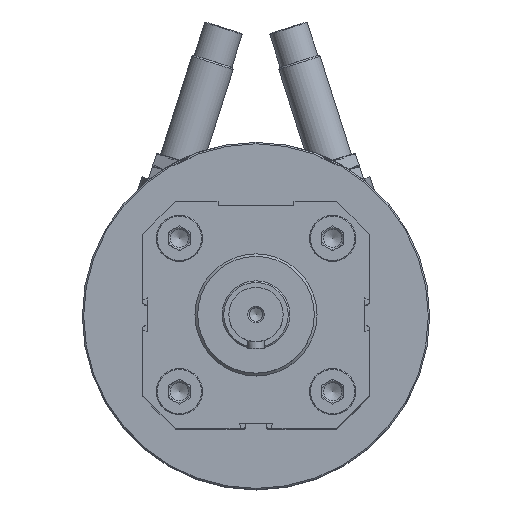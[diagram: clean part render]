
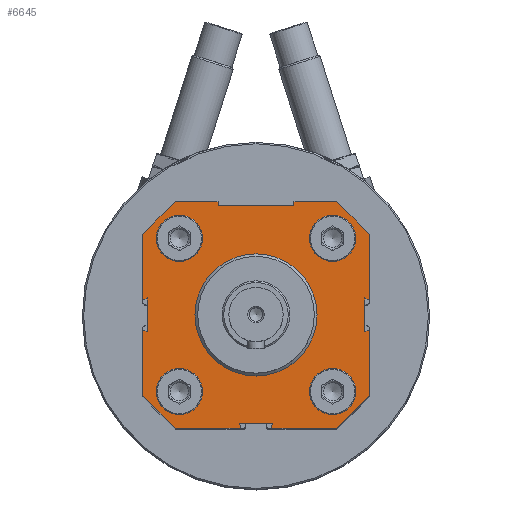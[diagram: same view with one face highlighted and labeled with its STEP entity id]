
A CAD part, top view. The second image highlights one B-rep face of the part: STEP entity #6645.
In plain terms, the highlighted face is planar.
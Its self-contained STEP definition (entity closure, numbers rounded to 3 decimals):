
#346=LINE('',#10181,#879);
#347=LINE('',#10184,#880);
#348=LINE('',#10186,#881);
#349=LINE('',#10188,#882);
#350=LINE('',#10190,#883);
#351=LINE('',#10192,#884);
#352=LINE('',#10194,#885);
#353=LINE('',#10196,#886);
#354=LINE('',#10198,#887);
#355=LINE('',#10200,#888);
#356=LINE('',#10202,#889);
#357=LINE('',#10204,#890);
#358=LINE('',#10206,#891);
#359=LINE('',#10208,#892);
#360=LINE('',#10210,#893);
#361=LINE('',#10212,#894);
#362=LINE('',#10214,#895);
#363=LINE('',#10216,#896);
#364=LINE('',#10218,#897);
#365=LINE('',#10220,#898);
#366=LINE('',#10222,#899);
#367=LINE('',#10224,#900);
#368=LINE('',#10226,#901);
#369=LINE('',#10228,#902);
#879=VECTOR('',#8020,1000.);
#880=VECTOR('',#8021,1000.);
#881=VECTOR('',#8022,1000.);
#882=VECTOR('',#8023,1000.);
#883=VECTOR('',#8024,1000.);
#884=VECTOR('',#8025,1000.);
#885=VECTOR('',#8026,1000.);
#886=VECTOR('',#8027,1000.);
#887=VECTOR('',#8028,1000.);
#888=VECTOR('',#8029,1000.);
#889=VECTOR('',#8030,1000.);
#890=VECTOR('',#8031,1000.);
#891=VECTOR('',#8032,1000.);
#892=VECTOR('',#8033,1000.);
#893=VECTOR('',#8034,1000.);
#894=VECTOR('',#8035,1000.);
#895=VECTOR('',#8036,1000.);
#896=VECTOR('',#8037,1000.);
#897=VECTOR('',#8038,1000.);
#898=VECTOR('',#8039,1000.);
#899=VECTOR('',#8040,1000.);
#900=VECTOR('',#8041,1000.);
#901=VECTOR('',#8042,1000.);
#902=VECTOR('',#8043,1000.);
#1412=ORIENTED_EDGE('',*,*,#3258,.F.);
#1413=ORIENTED_EDGE('',*,*,#3259,.F.);
#1414=ORIENTED_EDGE('',*,*,#3260,.F.);
#1415=ORIENTED_EDGE('',*,*,#3261,.F.);
#1416=ORIENTED_EDGE('',*,*,#3262,.F.);
#1417=ORIENTED_EDGE('',*,*,#3263,.F.);
#1418=ORIENTED_EDGE('',*,*,#3264,.F.);
#1419=ORIENTED_EDGE('',*,*,#3265,.F.);
#1420=ORIENTED_EDGE('',*,*,#3266,.F.);
#1421=ORIENTED_EDGE('',*,*,#3267,.F.);
#1422=ORIENTED_EDGE('',*,*,#3268,.F.);
#1423=ORIENTED_EDGE('',*,*,#3269,.F.);
#1424=ORIENTED_EDGE('',*,*,#3270,.F.);
#1425=ORIENTED_EDGE('',*,*,#3271,.F.);
#1426=ORIENTED_EDGE('',*,*,#3272,.F.);
#1427=ORIENTED_EDGE('',*,*,#3273,.F.);
#1428=ORIENTED_EDGE('',*,*,#3274,.F.);
#1429=ORIENTED_EDGE('',*,*,#3275,.F.);
#1430=ORIENTED_EDGE('',*,*,#3276,.F.);
#1431=ORIENTED_EDGE('',*,*,#3277,.F.);
#1432=ORIENTED_EDGE('',*,*,#3278,.F.);
#1433=ORIENTED_EDGE('',*,*,#3279,.F.);
#1434=ORIENTED_EDGE('',*,*,#3280,.F.);
#1435=ORIENTED_EDGE('',*,*,#3281,.F.);
#1436=ORIENTED_EDGE('',*,*,#3282,.F.);
#1437=ORIENTED_EDGE('',*,*,#3283,.F.);
#1438=ORIENTED_EDGE('',*,*,#3284,.F.);
#1439=ORIENTED_EDGE('',*,*,#3285,.F.);
#1440=ORIENTED_EDGE('',*,*,#3286,.F.);
#3258=EDGE_CURVE('',#4181,#4181,#4838,.T.);
#3259=EDGE_CURVE('',#4182,#4182,#4839,.T.);
#3260=EDGE_CURVE('',#4183,#4183,#4840,.F.);
#3261=EDGE_CURVE('',#4184,#4185,#346,.T.);
#3262=EDGE_CURVE('',#4186,#4184,#347,.T.);
#3263=EDGE_CURVE('',#4187,#4186,#348,.T.);
#3264=EDGE_CURVE('',#4188,#4187,#349,.T.);
#3265=EDGE_CURVE('',#4189,#4188,#350,.T.);
#3266=EDGE_CURVE('',#4190,#4189,#351,.T.);
#3267=EDGE_CURVE('',#4191,#4190,#352,.T.);
#3268=EDGE_CURVE('',#4192,#4191,#353,.T.);
#3269=EDGE_CURVE('',#4193,#4192,#354,.T.);
#3270=EDGE_CURVE('',#4194,#4193,#355,.T.);
#3271=EDGE_CURVE('',#4195,#4194,#356,.T.);
#3272=EDGE_CURVE('',#4196,#4195,#357,.T.);
#3273=EDGE_CURVE('',#4197,#4196,#358,.T.);
#3274=EDGE_CURVE('',#4198,#4197,#359,.T.);
#3275=EDGE_CURVE('',#4199,#4198,#360,.T.);
#3276=EDGE_CURVE('',#4200,#4199,#361,.T.);
#3277=EDGE_CURVE('',#4201,#4200,#362,.T.);
#3278=EDGE_CURVE('',#4202,#4201,#363,.T.);
#3279=EDGE_CURVE('',#4203,#4202,#364,.T.);
#3280=EDGE_CURVE('',#4204,#4203,#365,.T.);
#3281=EDGE_CURVE('',#4205,#4204,#366,.T.);
#3282=EDGE_CURVE('',#4206,#4205,#367,.T.);
#3283=EDGE_CURVE('',#4207,#4206,#368,.T.);
#3284=EDGE_CURVE('',#4185,#4207,#369,.T.);
#3285=EDGE_CURVE('',#4208,#4208,#4841,.T.);
#3286=EDGE_CURVE('',#4209,#4209,#4842,.T.);
#4181=VERTEX_POINT('',#10176);
#4182=VERTEX_POINT('',#10178);
#4183=VERTEX_POINT('',#10180);
#4184=VERTEX_POINT('',#10182);
#4185=VERTEX_POINT('',#10183);
#4186=VERTEX_POINT('',#10185);
#4187=VERTEX_POINT('',#10187);
#4188=VERTEX_POINT('',#10189);
#4189=VERTEX_POINT('',#10191);
#4190=VERTEX_POINT('',#10193);
#4191=VERTEX_POINT('',#10195);
#4192=VERTEX_POINT('',#10197);
#4193=VERTEX_POINT('',#10199);
#4194=VERTEX_POINT('',#10201);
#4195=VERTEX_POINT('',#10203);
#4196=VERTEX_POINT('',#10205);
#4197=VERTEX_POINT('',#10207);
#4198=VERTEX_POINT('',#10209);
#4199=VERTEX_POINT('',#10211);
#4200=VERTEX_POINT('',#10213);
#4201=VERTEX_POINT('',#10215);
#4202=VERTEX_POINT('',#10217);
#4203=VERTEX_POINT('',#10219);
#4204=VERTEX_POINT('',#10221);
#4205=VERTEX_POINT('',#10223);
#4206=VERTEX_POINT('',#10225);
#4207=VERTEX_POINT('',#10227);
#4208=VERTEX_POINT('',#10230);
#4209=VERTEX_POINT('',#10232);
#4838=CIRCLE('',#7197,8.5);
#4839=CIRCLE('',#7198,8.5);
#4840=CIRCLE('',#7199,22.5);
#4841=CIRCLE('',#7200,8.5);
#4842=CIRCLE('',#7201,8.5);
#5200=EDGE_LOOP('',(#1412));
#5201=EDGE_LOOP('',(#1413));
#5202=EDGE_LOOP('',(#1414));
#5203=EDGE_LOOP('',(#1415,#1416,#1417,#1418,#1419,#1420,#1421,#1422,#1423,
#1424,#1425,#1426,#1427,#1428,#1429,#1430,#1431,#1432,#1433,#1434,#1435,
#1436,#1437,#1438));
#5204=EDGE_LOOP('',(#1439));
#5205=EDGE_LOOP('',(#1440));
#5803=FACE_BOUND('',#5200,.T.);
#5804=FACE_BOUND('',#5201,.T.);
#5805=FACE_BOUND('',#5202,.T.);
#5806=FACE_BOUND('',#5203,.T.);
#5807=FACE_BOUND('',#5204,.T.);
#5808=FACE_BOUND('',#5205,.T.);
#6415=PLANE('',#7196);
#6645=ADVANCED_FACE('',(#5803,#5804,#5805,#5806,#5807,#5808),#6415,.F.);
#7196=AXIS2_PLACEMENT_3D('',#10174,#8012,#8013);
#7197=AXIS2_PLACEMENT_3D('',#10175,#8014,#8015);
#7198=AXIS2_PLACEMENT_3D('',#10177,#8016,#8017);
#7199=AXIS2_PLACEMENT_3D('',#10179,#8018,#8019);
#7200=AXIS2_PLACEMENT_3D('',#10229,#8044,#8045);
#7201=AXIS2_PLACEMENT_3D('',#10231,#8046,#8047);
#8012=DIRECTION('',(1.,0.,0.));
#8013=DIRECTION('',(0.,0.,-1.));
#8014=DIRECTION('',(-1.,0.,0.));
#8015=DIRECTION('',(0.,0.,1.));
#8016=DIRECTION('',(-1.,0.,0.));
#8017=DIRECTION('',(0.,0.,1.));
#8018=DIRECTION('',(1.,0.,0.));
#8019=DIRECTION('',(0.,0.,-1.));
#8020=DIRECTION('',(0.,-1.,0.));
#8021=DIRECTION('',(0.,0.429,0.903));
#8022=DIRECTION('',(0.,-1.,0.));
#8023=DIRECTION('',(0.,0.429,-0.903));
#8024=DIRECTION('',(0.,-1.,0.));
#8025=DIRECTION('',(0.,-0.707,0.707));
#8026=DIRECTION('',(0.,0.,1.));
#8027=DIRECTION('',(0.,0.996,0.087));
#8028=DIRECTION('',(0.,0.,1.));
#8029=DIRECTION('',(0.,-0.996,0.087));
#8030=DIRECTION('',(0.,0.,1.));
#8031=DIRECTION('',(0.,0.707,0.707));
#8032=DIRECTION('',(0.,1.,0.));
#8033=DIRECTION('',(0.,-0.429,-0.903));
#8034=DIRECTION('',(0.,1.,0.));
#8035=DIRECTION('',(0.,-0.429,0.903));
#8036=DIRECTION('',(0.,1.,0.));
#8037=DIRECTION('',(0.,0.707,-0.707));
#8038=DIRECTION('',(0.,0.,-1.));
#8039=DIRECTION('',(0.,-0.903,0.429));
#8040=DIRECTION('',(0.,0.,-1.));
#8041=DIRECTION('',(0.,0.903,0.429));
#8042=DIRECTION('',(0.,0.,-1.));
#8043=DIRECTION('',(0.,-0.707,-0.707));
#8044=DIRECTION('',(-1.,0.,0.));
#8045=DIRECTION('',(0.,0.,1.));
#8046=DIRECTION('',(-1.,0.,0.));
#8047=DIRECTION('',(0.,0.,1.));
#10174=CARTESIAN_POINT('',(-357.5,0.,0.));
#10175=CARTESIAN_POINT('',(-357.5,-28.25,28.25));
#10176=CARTESIAN_POINT('',(-357.5,-28.25,36.75));
#10177=CARTESIAN_POINT('',(-357.5,28.25,-28.25));
#10178=CARTESIAN_POINT('',(-357.5,28.25,-19.75));
#10179=CARTESIAN_POINT('',(-357.5,0.,0.));
#10180=CARTESIAN_POINT('',(-357.5,0.,-22.5));
#10181=CARTESIAN_POINT('',(-357.5,-5.469,41.75));
#10182=CARTESIAN_POINT('',(-357.5,-5.469,41.75));
#10183=CARTESIAN_POINT('',(-357.5,-29.75,41.75));
#10184=CARTESIAN_POINT('',(-357.5,-6.263,40.08));
#10185=CARTESIAN_POINT('',(-357.5,-6.263,40.08));
#10186=CARTESIAN_POINT('',(-357.5,6.263,40.08));
#10187=CARTESIAN_POINT('',(-357.5,6.263,40.08));
#10188=CARTESIAN_POINT('',(-357.5,5.469,41.75));
#10189=CARTESIAN_POINT('',(-357.5,5.469,41.75));
#10190=CARTESIAN_POINT('',(-357.5,29.75,41.75));
#10191=CARTESIAN_POINT('',(-357.5,29.75,41.75));
#10192=CARTESIAN_POINT('',(-357.5,41.75,29.75));
#10193=CARTESIAN_POINT('',(-357.5,41.75,29.75));
#10194=CARTESIAN_POINT('',(-357.5,41.75,14.));
#10195=CARTESIAN_POINT('',(-357.5,41.75,14.));
#10196=CARTESIAN_POINT('',(-357.5,40.247,13.869));
#10197=CARTESIAN_POINT('',(-357.5,40.247,13.869));
#10198=CARTESIAN_POINT('',(-357.5,40.247,-13.869));
#10199=CARTESIAN_POINT('',(-357.5,40.247,-13.869));
#10200=CARTESIAN_POINT('',(-357.5,41.75,-14.));
#10201=CARTESIAN_POINT('',(-357.5,41.75,-14.));
#10202=CARTESIAN_POINT('',(-357.5,41.75,-29.75));
#10203=CARTESIAN_POINT('',(-357.5,41.75,-29.75));
#10204=CARTESIAN_POINT('',(-357.5,29.75,-41.75));
#10205=CARTESIAN_POINT('',(-357.5,29.75,-41.75));
#10206=CARTESIAN_POINT('',(-357.5,5.469,-41.75));
#10207=CARTESIAN_POINT('',(-357.5,5.469,-41.75));
#10208=CARTESIAN_POINT('',(-357.5,6.262,-40.08));
#10209=CARTESIAN_POINT('',(-357.5,6.262,-40.08));
#10210=CARTESIAN_POINT('',(-357.5,-6.263,-40.08));
#10211=CARTESIAN_POINT('',(-357.5,-6.263,-40.08));
#10212=CARTESIAN_POINT('',(-357.5,-5.469,-41.75));
#10213=CARTESIAN_POINT('',(-357.5,-5.469,-41.75));
#10214=CARTESIAN_POINT('',(-357.5,-29.75,-41.75));
#10215=CARTESIAN_POINT('',(-357.5,-29.75,-41.75));
#10216=CARTESIAN_POINT('',(-357.5,-41.75,-29.75));
#10217=CARTESIAN_POINT('',(-357.5,-41.75,-29.75));
#10218=CARTESIAN_POINT('',(-357.5,-41.75,-5.469));
#10219=CARTESIAN_POINT('',(-357.5,-41.75,-5.469));
#10220=CARTESIAN_POINT('',(-357.5,-40.08,-6.263));
#10221=CARTESIAN_POINT('',(-357.5,-40.08,-6.263));
#10222=CARTESIAN_POINT('',(-357.5,-40.08,6.263));
#10223=CARTESIAN_POINT('',(-357.5,-40.08,6.263));
#10224=CARTESIAN_POINT('',(-357.5,-41.75,5.469));
#10225=CARTESIAN_POINT('',(-357.5,-41.75,5.469));
#10226=CARTESIAN_POINT('',(-357.5,-41.75,29.75));
#10227=CARTESIAN_POINT('',(-357.5,-41.75,29.75));
#10228=CARTESIAN_POINT('',(-357.5,-29.75,41.75));
#10229=CARTESIAN_POINT('',(-357.5,-28.25,-28.25));
#10230=CARTESIAN_POINT('',(-357.5,-28.25,-19.75));
#10231=CARTESIAN_POINT('',(-357.5,28.25,28.25));
#10232=CARTESIAN_POINT('',(-357.5,28.25,36.75));
